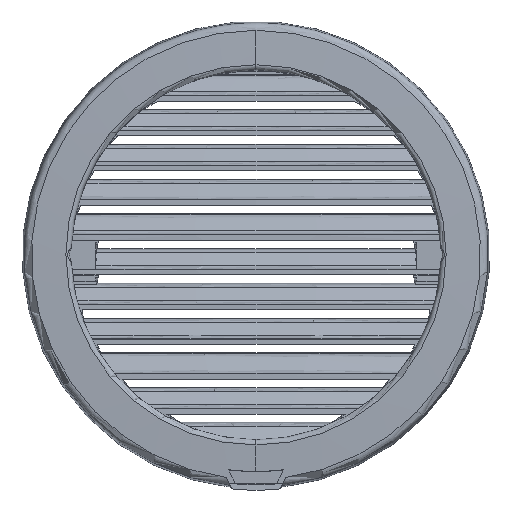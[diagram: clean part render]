
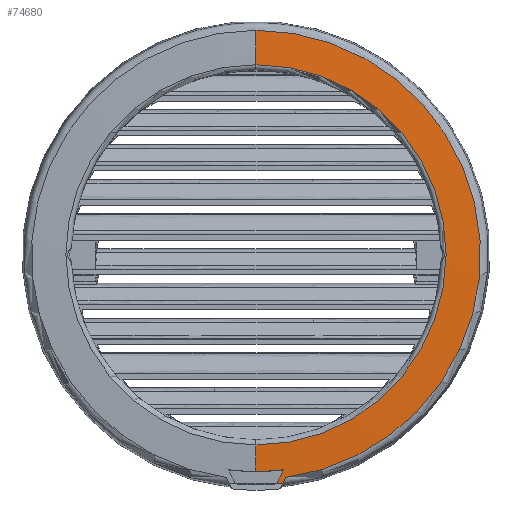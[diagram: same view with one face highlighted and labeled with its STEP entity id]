
A CAD part, top view. The second image highlights one B-rep face of the part: STEP entity #74680.
In plain terms, the highlighted spherical face has radius 2000 mm.
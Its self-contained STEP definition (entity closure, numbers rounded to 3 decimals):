
#4220=CARTESIAN_POINT('',(0.,0.,32.661));
#4230=DIRECTION('',(0.,0.,-1.));
#4240=DIRECTION('',(-1.,0.,0.));
#4250=AXIS2_PLACEMENT_3D('',#4220,#4230,#4240);
#4260=CIRCLE('',#4250,83.484);
#4270=CARTESIAN_POINT('',(0.,-83.484,
32.661));
#4280=VERTEX_POINT('',#4270);
#4310=CARTESIAN_POINT('',(10.56,-82.814,
32.661));
#4320=VERTEX_POINT('',#4310);
#4330=EDGE_CURVE('',#4320,#4280,#4260,.T.);
#71460=CARTESIAN_POINT('',(8.779,-4.094,
-1965.765));
#71470=DIRECTION('',(0.906,-0.423,
-0.017));
#71480=DIRECTION('',(-0.423,-0.906,0.));
#71490=AXIS2_PLACEMENT_3D('',#71460,#71470,#71480);
#71500=CIRCLE('',#71490,1999.977);
#71510=CARTESIAN_POINT('',(7.999,-88.296,
32.439));
#71520=VERTEX_POINT('',#71510);
#71530=EDGE_CURVE('',#4320,#71520,#71500,.T.);
#74120=CARTESIAN_POINT('',(0.,0.,
-1965.595));
#74130=DIRECTION('',(0.,0.,1.));
#74140=DIRECTION('',(0.,-1.,0.));
#74150=AXIS2_PLACEMENT_3D('',#74120,#74130,#74140);
#74160=SPHERICAL_SURFACE('',#74150,2000.);
#74170=CARTESIAN_POINT('',(42.203,-19.679,
-1965.595));
#74180=DIRECTION('',(0.906,-0.423,0.));
#74190=DIRECTION('',(-0.423,-0.906,0.));
#74200=AXIS2_PLACEMENT_3D('',#74170,#74180,#74190);
#74210=CIRCLE('',#74200,1999.458);
#74220=CARTESIAN_POINT('',(11.367,-85.807,
32.531));
#74230=VERTEX_POINT('',#74220);
#74240=CARTESIAN_POINT('',(10.319,-88.055,
32.439));
#74250=VERTEX_POINT('',#74240);
#74260=EDGE_CURVE('',#74230,#74250,#74210,.T.);
#74270=ORIENTED_EDGE('',*,*,#74260,.F.);
#74280=CARTESIAN_POINT('',(0.,0.,
32.439));
#74290=DIRECTION('',(0.,0.,1.));
#74300=DIRECTION('',(0.,-1.,0.));
#74310=AXIS2_PLACEMENT_3D('',#74280,#74290,#74300);
#74320=CIRCLE('',#74310,88.658);
#74330=EDGE_CURVE('',#71520,#74250,#74320,.T.);
#74340=ORIENTED_EDGE('',*,*,#74330,.T.);
#74350=ORIENTED_EDGE('',*,*,#71530,.T.);
#74360=ORIENTED_EDGE('',*,*,#4330,.F.);
#74370=CARTESIAN_POINT('',(0.,0.,
-1965.595));
#74380=DIRECTION('',(1.,0.,0.));
#74390=DIRECTION('',(0.,-1.,0.));
#74400=AXIS2_PLACEMENT_3D('',#74370,#74380,#74390);
#74410=CIRCLE('',#74400,2000.);
#74420=CARTESIAN_POINT('',(0.,-73.272,
33.062));
#74430=VERTEX_POINT('',#74420);
#74440=EDGE_CURVE('',#74430,#4280,#74410,.T.);
#74450=ORIENTED_EDGE('',*,*,#74440,.T.);
#74460=CARTESIAN_POINT('',(0.,0.,
33.062));
#74470=DIRECTION('',(0.,0.,1.));
#74480=DIRECTION('',(0.,-1.,0.));
#74490=AXIS2_PLACEMENT_3D('',#74460,#74470,#74480);
#74500=CIRCLE('',#74490,73.272);
#74510=CARTESIAN_POINT('',(0.,73.272,
33.062));
#74520=VERTEX_POINT('',#74510);
#74530=EDGE_CURVE('',#74430,#74520,#74500,.T.);
#74540=ORIENTED_EDGE('',*,*,#74530,.F.);
#74550=CARTESIAN_POINT('',(0.,86.557,
32.531));
#74560=VERTEX_POINT('',#74550);
#74570=EDGE_CURVE('',#74560,#74520,#74410,.T.);
#74580=ORIENTED_EDGE('',*,*,#74570,.T.);
#74590=CARTESIAN_POINT('',(0.,0.,
32.531));
#74600=DIRECTION('',(0.,0.,-1.));
#74610=DIRECTION('',(0.,1.,0.));
#74620=AXIS2_PLACEMENT_3D('',#74590,#74600,#74610);
#74630=CIRCLE('',#74620,86.557);
#74640=EDGE_CURVE('',#74560,#74230,#74630,.T.);
#74650=ORIENTED_EDGE('',*,*,#74640,.F.);
#74660=EDGE_LOOP('',(#74650,#74580,#74540,#74450,#74360,#74350,#74340,
#74270));
#74670=FACE_OUTER_BOUND('',#74660,.T.);
#74680=ADVANCED_FACE('',(#74670),#74160,.T.);
